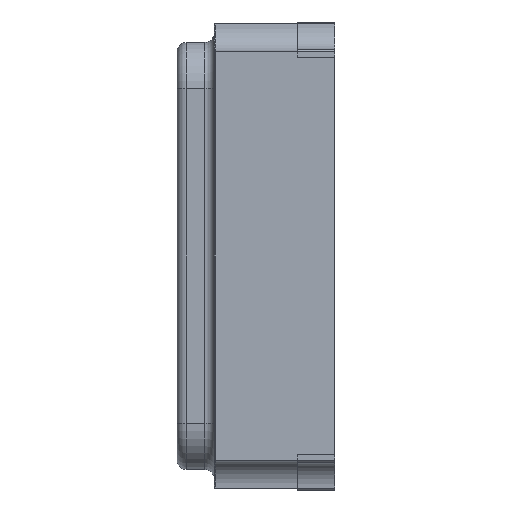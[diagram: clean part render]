
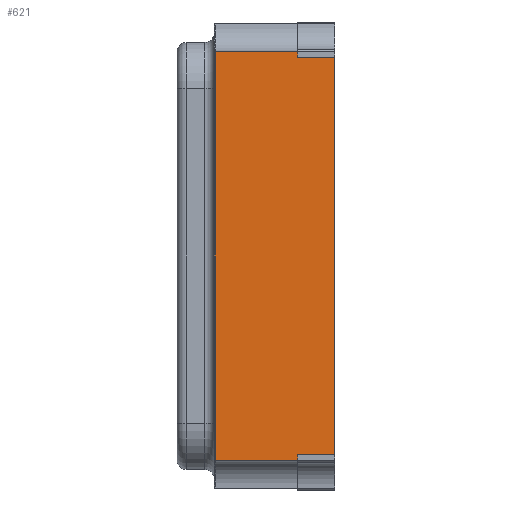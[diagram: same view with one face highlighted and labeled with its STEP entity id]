
A CAD part, left-side view. The second image highlights one B-rep face of the part: STEP entity #621.
In plain terms, the highlighted planar face has unit normal (-1, 0, 0).
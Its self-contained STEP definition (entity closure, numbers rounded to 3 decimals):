
#7 = ORIENTED_EDGE ( 'NONE', *, *, #2489, .F. ) ;
#20 = VERTEX_POINT ( 'NONE', #1818 ) ;
#120 = EDGE_CURVE ( 'NONE', #2753, #303, #473, .T. ) ;
#127 = DIRECTION ( 'NONE',  ( 0., -1., 0. ) ) ;
#238 = ORIENTED_EDGE ( 'NONE', *, *, #2140, .T. ) ;
#294 = DIRECTION ( 'NONE',  ( 0., 0., 1. ) ) ;
#299 = CARTESIAN_POINT ( 'NONE',  ( -1.6, 0.2, 1.07 ) ) ;
#303 = VERTEX_POINT ( 'NONE', #2122 ) ;
#309 = CARTESIAN_POINT ( 'NONE',  ( -1.6, 0., 1.1 ) ) ;
#416 = ORIENTED_EDGE ( 'NONE', *, *, #959, .T. ) ;
#446 = LINE ( 'NONE', #568, #2001 ) ;
#449 = VERTEX_POINT ( 'NONE', #1123 ) ;
#473 = LINE ( 'NONE', #1639, #1810 ) ;
#483 = LINE ( 'NONE', #309, #2803 ) ;
#556 = LINE ( 'NONE', #1797, #2876 ) ;
#568 = CARTESIAN_POINT ( 'NONE',  ( -1.6, 0.645, 1.25 ) ) ;
#617 = VECTOR ( 'NONE', #127, 1000. ) ;
#621 = ADVANCED_FACE ( 'NONE', ( #906 ), #1379, .F. ) ;
#663 = DIRECTION ( 'NONE',  ( 0., 0., -1. ) ) ;
#729 = VERTEX_POINT ( 'NONE', #2396 ) ;
#753 = DIRECTION ( 'NONE',  ( 0., 0., -1. ) ) ;
#759 = DIRECTION ( 'NONE',  ( 0., 1., 0. ) ) ;
#808 = EDGE_LOOP ( 'NONE', ( #238, #416, #2647, #7, #2503, #1743, #2304, #1306 ) ) ;
#862 = EDGE_CURVE ( 'NONE', #729, #2798, #1826, .T. ) ;
#906 = FACE_OUTER_BOUND ( 'NONE', #808, .T. ) ;
#924 = VECTOR ( 'NONE', #294, 1000. ) ;
#959 = EDGE_CURVE ( 'NONE', #449, #729, #446, .T. ) ;
#1070 = EDGE_CURVE ( 'NONE', #2753, #2014, #2103, .T. ) ;
#1123 = CARTESIAN_POINT ( 'NONE',  ( -1.6, 0.645, 1.1 ) ) ;
#1164 = LINE ( 'NONE', #2078, #1966 ) ;
#1183 = CARTESIAN_POINT ( 'NONE',  ( -1.6, 0., -1.1 ) ) ;
#1296 = EDGE_CURVE ( 'NONE', #20, #303, #1854, .T. ) ;
#1306 = ORIENTED_EDGE ( 'NONE', *, *, #1070, .T. ) ;
#1320 = EDGE_CURVE ( 'NONE', #1391, #20, #1164, .T. ) ;
#1369 = DIRECTION ( 'NONE',  ( 0., -1., 0. ) ) ;
#1379 = PLANE ( 'NONE',  #2780 ) ;
#1391 = VERTEX_POINT ( 'NONE', #1863 ) ;
#1612 = VECTOR ( 'NONE', #2354, 1000. ) ;
#1639 = CARTESIAN_POINT ( 'NONE',  ( -1.6, 0.2, 1.07 ) ) ;
#1645 = CARTESIAN_POINT ( 'NONE',  ( -1.6, 0., 1.25 ) ) ;
#1743 = ORIENTED_EDGE ( 'NONE', *, *, #1296, .T. ) ;
#1797 = CARTESIAN_POINT ( 'NONE',  ( -1.6, 0.2, -1.1 ) ) ;
#1810 = VECTOR ( 'NONE', #1369, 1000. ) ;
#1818 = CARTESIAN_POINT ( 'NONE',  ( -1.6, 0., -1.07 ) ) ;
#1826 = LINE ( 'NONE', #1183, #617 ) ;
#1854 = LINE ( 'NONE', #1645, #924 ) ;
#1863 = CARTESIAN_POINT ( 'NONE',  ( -1.6, 0.2, -1.07 ) ) ;
#1880 = CARTESIAN_POINT ( 'NONE',  ( -1.6, 0.2, 1.1 ) ) ;
#1966 = VECTOR ( 'NONE', #2769, 1000. ) ;
#2001 = VECTOR ( 'NONE', #753, 1000. ) ;
#2014 = VERTEX_POINT ( 'NONE', #1880 ) ;
#2078 = CARTESIAN_POINT ( 'NONE',  ( -1.6, 0.2, -1.07 ) ) ;
#2103 = LINE ( 'NONE', #2315, #1612 ) ;
#2122 = CARTESIAN_POINT ( 'NONE',  ( -1.6, 0., 1.07 ) ) ;
#2140 = EDGE_CURVE ( 'NONE', #2014, #449, #483, .T. ) ;
#2279 = CARTESIAN_POINT ( 'NONE',  ( -1.6, 0.65, 1.25 ) ) ;
#2296 = DIRECTION ( 'NONE',  ( 0., 0., -1. ) ) ;
#2304 = ORIENTED_EDGE ( 'NONE', *, *, #120, .F. ) ;
#2315 = CARTESIAN_POINT ( 'NONE',  ( -1.6, 0.2, 1.1 ) ) ;
#2354 = DIRECTION ( 'NONE',  ( 0., 0., 1. ) ) ;
#2396 = CARTESIAN_POINT ( 'NONE',  ( -1.6, 0.645, -1.1 ) ) ;
#2489 = EDGE_CURVE ( 'NONE', #1391, #2798, #556, .T. ) ;
#2495 = DIRECTION ( 'NONE',  ( 1., 0., 0. ) ) ;
#2503 = ORIENTED_EDGE ( 'NONE', *, *, #1320, .T. ) ;
#2647 = ORIENTED_EDGE ( 'NONE', *, *, #862, .T. ) ;
#2753 = VERTEX_POINT ( 'NONE', #299 ) ;
#2769 = DIRECTION ( 'NONE',  ( 0., -1., 0. ) ) ;
#2780 = AXIS2_PLACEMENT_3D ( 'NONE', #2279, #2495, #2296 ) ;
#2798 = VERTEX_POINT ( 'NONE', #2804 ) ;
#2803 = VECTOR ( 'NONE', #759, 1000. ) ;
#2804 = CARTESIAN_POINT ( 'NONE',  ( -1.6, 0.2, -1.1 ) ) ;
#2876 = VECTOR ( 'NONE', #663, 1000. ) ;
